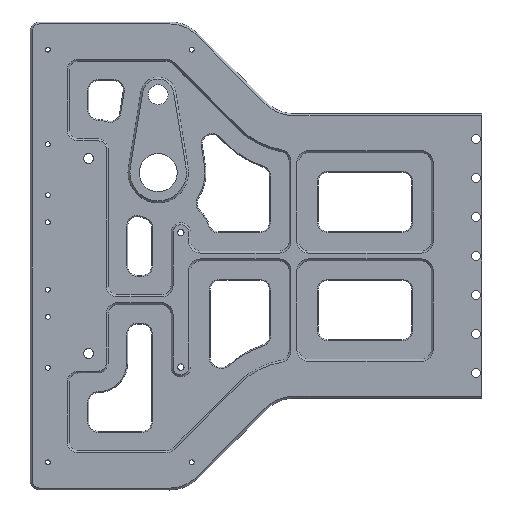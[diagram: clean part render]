
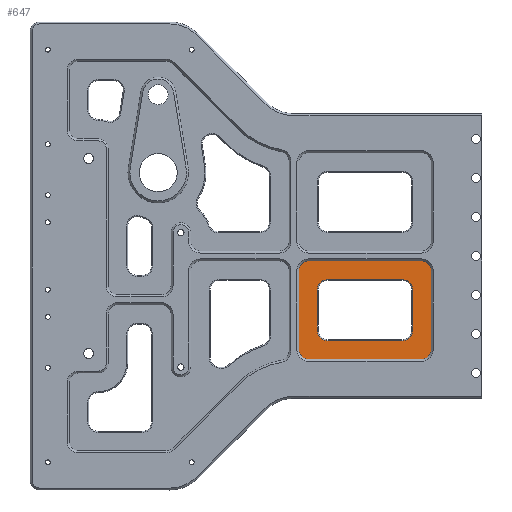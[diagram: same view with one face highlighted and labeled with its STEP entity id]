
A CAD part, top view. The second image highlights one B-rep face of the part: STEP entity #647.
In plain terms, the highlighted planar face has unit normal (0, 0, 1).
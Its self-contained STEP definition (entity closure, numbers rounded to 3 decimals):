
#8 = CARTESIAN_POINT ( 'NONE',  ( -31.5, 72., -4. ) ) ;
#130 = LINE ( 'NONE', #10301, #11106 ) ;
#158 = CARTESIAN_POINT ( 'NONE',  ( -99.392, 72., -4. ) ) ;
#242 = DIRECTION ( 'NONE',  ( 0., 0., 1. ) ) ;
#243 = EDGE_CURVE ( 'NONE', #8994, #1968, #285, .T. ) ;
#285 = CIRCLE ( 'NONE', #10732, 5. ) ;
#606 = DIRECTION ( 'NONE',  ( 1., 0., 0. ) ) ;
#647 = ADVANCED_FACE ( 'NONE', ( #5331, #11314 ), #13937, .T. ) ;
#853 = VERTEX_POINT ( 'NONE', #17685 ) ;
#900 = VERTEX_POINT ( 'NONE', #9401 ) ;
#1129 = VERTEX_POINT ( 'NONE', #2766 ) ;
#1176 = ORIENTED_EDGE ( 'NONE', *, *, #8381, .T. ) ;
#1288 = ORIENTED_EDGE ( 'NONE', *, *, #4733, .T. ) ;
#1508 = CARTESIAN_POINT ( 'NONE',  ( -41., 82., -4. ) ) ;
#1666 = CARTESIAN_POINT ( 'NONE',  ( -36.5, 117.5, -4. ) ) ;
#1671 = CARTESIAN_POINT ( 'NONE',  ( -101.892, 67., -4. ) ) ;
#1759 = AXIS2_PLACEMENT_3D ( 'NONE', #9901, #242, #6740 ) ;
#1834 = CARTESIAN_POINT ( 'NONE',  ( -94.392, 67., -4. ) ) ;
#1925 = DIRECTION ( 'NONE',  ( 0., 0., 1. ) ) ;
#1968 = VERTEX_POINT ( 'NONE', #1666 ) ;
#1978 = ORIENTED_EDGE ( 'NONE', *, *, #4414, .F. ) ;
#2221 = AXIS2_PLACEMENT_3D ( 'NONE', #4730, #11918, #14419 ) ;
#2465 = DIRECTION ( 'NONE',  ( 0., 1., 0. ) ) ;
#2513 = CIRCLE ( 'NONE', #2221, 5. ) ;
#2541 = CARTESIAN_POINT ( 'NONE',  ( -46.5, 76.5, -4. ) ) ;
#2641 = ORIENTED_EDGE ( 'NONE', *, *, #10714, .T. ) ;
#2766 = CARTESIAN_POINT ( 'NONE',  ( -94.392, 117.5, -4. ) ) ;
#2795 = EDGE_CURVE ( 'NONE', #7376, #17500, #13947, .T. ) ;
#2986 = LINE ( 'NONE', #1671, #9332 ) ;
#3011 = DIRECTION ( 'NONE',  ( 1., 0., 0. ) ) ;
#3135 = CARTESIAN_POINT ( 'NONE',  ( -89.892, 82., -4. ) ) ;
#3332 = VECTOR ( 'NONE', #2465, 1000. ) ;
#3345 = AXIS2_PLACEMENT_3D ( 'NONE', #4429, #14242, #8722 ) ;
#3390 = CARTESIAN_POINT ( 'NONE',  ( -89.892, 102.5, -4. ) ) ;
#3483 = CARTESIAN_POINT ( 'NONE',  ( -46.5, 108., -4. ) ) ;
#3750 = CARTESIAN_POINT ( 'NONE',  ( -41., 82., -4. ) ) ;
#3863 = ORIENTED_EDGE ( 'NONE', *, *, #243, .T. ) ;
#3877 = CARTESIAN_POINT ( 'NONE',  ( -99.392, 0., -4. ) ) ;
#4195 = VECTOR ( 'NONE', #12544, 1000. ) ;
#4261 = DIRECTION ( 'NONE',  ( 1., 0., 0. ) ) ;
#4277 = DIRECTION ( 'NONE',  ( 0., 1., 0. ) ) ;
#4303 = EDGE_CURVE ( 'NONE', #8088, #7376, #18124, .T. ) ;
#4381 = VERTEX_POINT ( 'NONE', #1508 ) ;
#4414 = EDGE_CURVE ( 'NONE', #1129, #1968, #130, .T. ) ;
#4429 = CARTESIAN_POINT ( 'NONE',  ( -84.392, 82., -4. ) ) ;
#4730 = CARTESIAN_POINT ( 'NONE',  ( -94.392, 72., -4. ) ) ;
#4733 = EDGE_CURVE ( 'NONE', #13836, #13120, #2986, .T. ) ;
#4818 = CIRCLE ( 'NONE', #16135, 5.5 ) ;
#4874 = EDGE_CURVE ( 'NONE', #8516, #900, #16495, .T. ) ;
#5331 = FACE_BOUND ( 'NONE', #16165, .T. ) ;
#5965 = VECTOR ( 'NONE', #9229, 1000. ) ;
#6040 = CARTESIAN_POINT ( 'NONE',  ( -94.392, 112.5, -4. ) ) ;
#6627 = CIRCLE ( 'NONE', #3345, 5.5 ) ;
#6670 = VERTEX_POINT ( 'NONE', #8 ) ;
#6740 = DIRECTION ( 'NONE',  ( 1., 0., 0. ) ) ;
#7296 = DIRECTION ( 'NONE',  ( 1., 0., 0. ) ) ;
#7376 = VERTEX_POINT ( 'NONE', #3390 ) ;
#7379 = VECTOR ( 'NONE', #9584, 1000. ) ;
#7491 = EDGE_LOOP ( 'NONE', ( #9191, #2641, #1288, #8201, #11681, #3863, #1978, #16631 ) ) ;
#7522 = AXIS2_PLACEMENT_3D ( 'NONE', #16292, #1925, #13243 ) ;
#7604 = EDGE_CURVE ( 'NONE', #12163, #4381, #9367, .T. ) ;
#7774 = DIRECTION ( 'NONE',  ( 0., 0., 1. ) ) ;
#7872 = EDGE_CURVE ( 'NONE', #17374, #12163, #4818, .T. ) ;
#8088 = VERTEX_POINT ( 'NONE', #3135 ) ;
#8201 = ORIENTED_EDGE ( 'NONE', *, *, #11952, .T. ) ;
#8215 = DIRECTION ( 'NONE',  ( 0., 0., -1. ) ) ;
#8377 = CARTESIAN_POINT ( 'NONE',  ( -31.5, 67., -4. ) ) ;
#8381 = EDGE_CURVE ( 'NONE', #900, #8088, #6627, .T. ) ;
#8499 = ORIENTED_EDGE ( 'NONE', *, *, #2795, .T. ) ;
#8516 = VERTEX_POINT ( 'NONE', #2541 ) ;
#8722 = DIRECTION ( 'NONE',  ( 1., 0., 0. ) ) ;
#8994 = VERTEX_POINT ( 'NONE', #9884 ) ;
#9191 = ORIENTED_EDGE ( 'NONE', *, *, #14731, .T. ) ;
#9229 = DIRECTION ( 'NONE',  ( -1., 0., 0. ) ) ;
#9332 = VECTOR ( 'NONE', #7296, 1000. ) ;
#9367 = LINE ( 'NONE', #3750, #4195 ) ;
#9401 = CARTESIAN_POINT ( 'NONE',  ( -84.392, 76.5, -4. ) ) ;
#9471 = EDGE_CURVE ( 'NONE', #17500, #17374, #13680, .T. ) ;
#9584 = DIRECTION ( 'NONE',  ( 0., -1., 0. ) ) ;
#9834 = CARTESIAN_POINT ( 'NONE',  ( -89.892, 102.5, -4. ) ) ;
#9884 = CARTESIAN_POINT ( 'NONE',  ( -31.5, 112.5, -4. ) ) ;
#9901 = CARTESIAN_POINT ( 'NONE',  ( -101.892, 213., -4. ) ) ;
#10301 = CARTESIAN_POINT ( 'NONE',  ( -31.5, 117.5, -4. ) ) ;
#10354 = AXIS2_PLACEMENT_3D ( 'NONE', #12174, #16350, #13483 ) ;
#10649 = EDGE_CURVE ( 'NONE', #1129, #853, #14164, .T. ) ;
#10714 = EDGE_CURVE ( 'NONE', #16069, #13836, #2513, .T. ) ;
#10732 = AXIS2_PLACEMENT_3D ( 'NONE', #11814, #7774, #11984 ) ;
#11106 = VECTOR ( 'NONE', #3011, 1000. ) ;
#11314 = FACE_OUTER_BOUND ( 'NONE', #7491, .T. ) ;
#11681 = ORIENTED_EDGE ( 'NONE', *, *, #15883, .T. ) ;
#11814 = CARTESIAN_POINT ( 'NONE',  ( -36.5, 112.5, -4. ) ) ;
#11918 = DIRECTION ( 'NONE',  ( 0., 0., 1. ) ) ;
#11952 = EDGE_CURVE ( 'NONE', #13120, #6670, #17640, .T. ) ;
#11984 = DIRECTION ( 'NONE',  ( 1., 0., 0. ) ) ;
#12163 = VERTEX_POINT ( 'NONE', #13970 ) ;
#12174 = CARTESIAN_POINT ( 'NONE',  ( -84.392, 102.5, -4. ) ) ;
#12226 = CIRCLE ( 'NONE', #13092, 5.5 ) ;
#12378 = AXIS2_PLACEMENT_3D ( 'NONE', #6040, #17414, #606 ) ;
#12544 = DIRECTION ( 'NONE',  ( 0., -1., 0. ) ) ;
#12782 = LINE ( 'NONE', #8377, #14976 ) ;
#12946 = LINE ( 'NONE', #3877, #7379 ) ;
#13092 = AXIS2_PLACEMENT_3D ( 'NONE', #14287, #8215, #14115 ) ;
#13120 = VERTEX_POINT ( 'NONE', #16655 ) ;
#13243 = DIRECTION ( 'NONE',  ( 1., 0., 0. ) ) ;
#13483 = DIRECTION ( 'NONE',  ( 1., 0., 0. ) ) ;
#13645 = ORIENTED_EDGE ( 'NONE', *, *, #7604, .T. ) ;
#13680 = LINE ( 'NONE', #3483, #17664 ) ;
#13836 = VERTEX_POINT ( 'NONE', #1834 ) ;
#13937 = PLANE ( 'NONE',  #1759 ) ;
#13947 = CIRCLE ( 'NONE', #10354, 5.5 ) ;
#13970 = CARTESIAN_POINT ( 'NONE',  ( -41., 102.5, -4. ) ) ;
#14115 = DIRECTION ( 'NONE',  ( 1., 0., 0. ) ) ;
#14134 = ORIENTED_EDGE ( 'NONE', *, *, #9471, .T. ) ;
#14164 = CIRCLE ( 'NONE', #12378, 5. ) ;
#14242 = DIRECTION ( 'NONE',  ( 0., 0., -1. ) ) ;
#14285 = EDGE_CURVE ( 'NONE', #4381, #8516, #12226, .T. ) ;
#14287 = CARTESIAN_POINT ( 'NONE',  ( -46.5, 82., -4. ) ) ;
#14419 = DIRECTION ( 'NONE',  ( 1., 0., 0. ) ) ;
#14564 = ORIENTED_EDGE ( 'NONE', *, *, #4303, .T. ) ;
#14607 = CARTESIAN_POINT ( 'NONE',  ( -46.5, 108., -4. ) ) ;
#14731 = EDGE_CURVE ( 'NONE', #853, #16069, #12946, .T. ) ;
#14971 = DIRECTION ( 'NONE',  ( 1., 0., 0. ) ) ;
#14976 = VECTOR ( 'NONE', #4277, 1000. ) ;
#15279 = DIRECTION ( 'NONE',  ( 0., 0., -1. ) ) ;
#15372 = CARTESIAN_POINT ( 'NONE',  ( -46.5, 102.5, -4. ) ) ;
#15718 = ORIENTED_EDGE ( 'NONE', *, *, #14285, .T. ) ;
#15883 = EDGE_CURVE ( 'NONE', #6670, #8994, #12782, .T. ) ;
#16069 = VERTEX_POINT ( 'NONE', #158 ) ;
#16135 = AXIS2_PLACEMENT_3D ( 'NONE', #15372, #15279, #4261 ) ;
#16165 = EDGE_LOOP ( 'NONE', ( #14134, #17613, #13645, #15718, #18414, #1176, #14564, #8499 ) ) ;
#16292 = CARTESIAN_POINT ( 'NONE',  ( -36.5, 72., -4. ) ) ;
#16308 = CARTESIAN_POINT ( 'NONE',  ( -84.392, 76.5, -4. ) ) ;
#16350 = DIRECTION ( 'NONE',  ( 0., 0., -1. ) ) ;
#16466 = CARTESIAN_POINT ( 'NONE',  ( -84.392, 108., -4. ) ) ;
#16495 = LINE ( 'NONE', #16308, #5965 ) ;
#16631 = ORIENTED_EDGE ( 'NONE', *, *, #10649, .T. ) ;
#16655 = CARTESIAN_POINT ( 'NONE',  ( -36.5, 67., -4. ) ) ;
#17374 = VERTEX_POINT ( 'NONE', #14607 ) ;
#17414 = DIRECTION ( 'NONE',  ( 0., 0., 1. ) ) ;
#17500 = VERTEX_POINT ( 'NONE', #16466 ) ;
#17613 = ORIENTED_EDGE ( 'NONE', *, *, #7872, .T. ) ;
#17640 = CIRCLE ( 'NONE', #7522, 5. ) ;
#17664 = VECTOR ( 'NONE', #14971, 1000. ) ;
#17685 = CARTESIAN_POINT ( 'NONE',  ( -99.392, 112.5, -4. ) ) ;
#18124 = LINE ( 'NONE', #9834, #3332 ) ;
#18414 = ORIENTED_EDGE ( 'NONE', *, *, #4874, .T. ) ;
